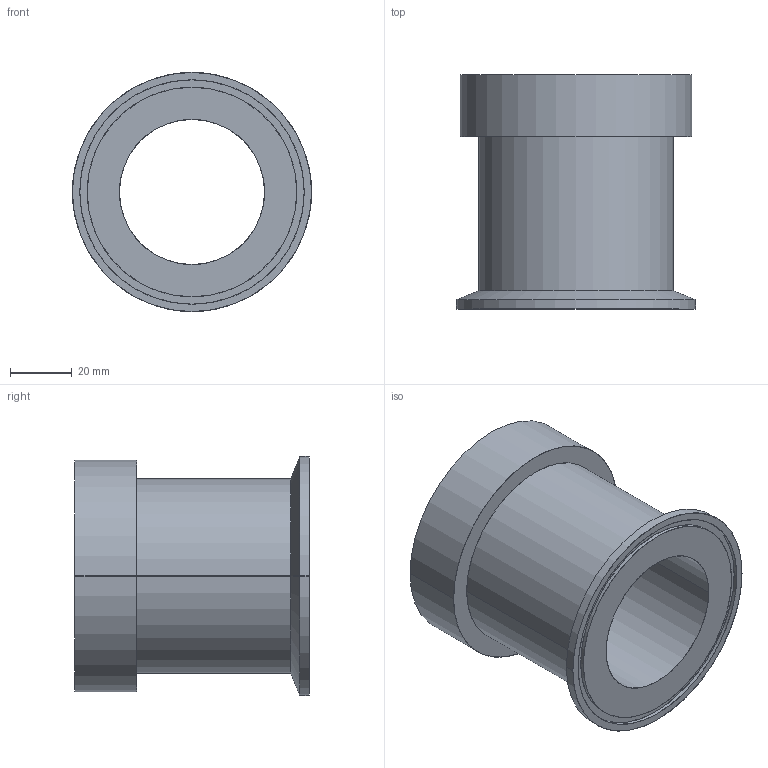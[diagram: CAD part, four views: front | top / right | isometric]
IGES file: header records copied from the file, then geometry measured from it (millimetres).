
Start section: SolidWorks IGES file using analytic representation for surfaces
Global section: file name: Adaptateur Clamp DN63 - Bride Verre DN50 Toption.IGS; native system: SolidWorks 2016; preprocessor: SolidWorks 2016; author: Pierre; date: 190911.162158; units: millimetre
Bounding box: 77.5 x 75.9 x 77.5 mm (x, y, z)
Surface area: 35196.4 mm2 (no closed solid volume)
Topology: 0 solids, 0 shells, 25 faces, 720 edges, 720 vertices
Faces by surface type: revolution 20, bspline 5
